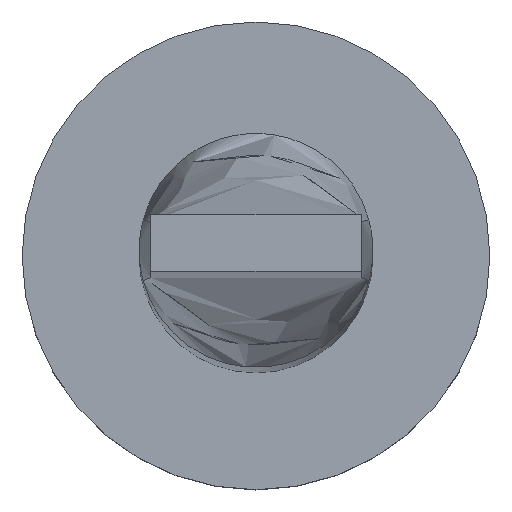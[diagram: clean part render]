
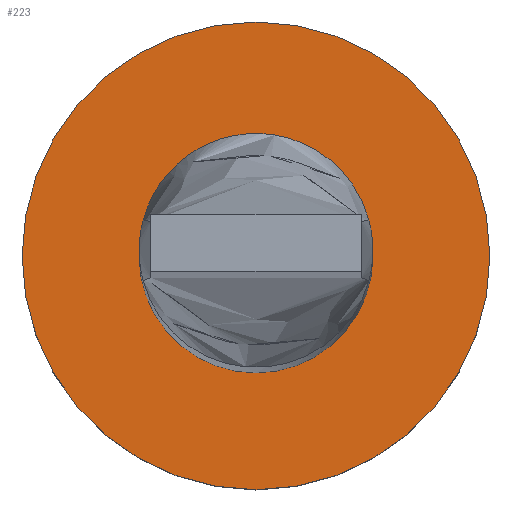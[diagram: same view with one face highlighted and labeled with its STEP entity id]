
A CAD part, top view. The second image highlights one B-rep face of the part: STEP entity #223.
In plain terms, the highlighted planar face has unit normal (0, 0, 1).
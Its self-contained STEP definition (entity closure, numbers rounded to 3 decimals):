
#13 = CARTESIAN_POINT ( 'NONE',  ( 0., 0., 3. ) ) ;
#15 = EDGE_CURVE ( 'NONE', #576, #58, #195, .T. ) ;
#23 = AXIS2_PLACEMENT_3D ( 'NONE', #435, #570, #172 ) ;
#58 = VERTEX_POINT ( 'NONE', #206 ) ;
#74 = PLANE ( 'NONE',  #529 ) ;
#78 = EDGE_CURVE ( 'NONE', #460, #220, #565, .T. ) ;
#86 = DIRECTION ( 'NONE',  ( 0., 0., 1. ) ) ;
#103 = ORIENTED_EDGE ( 'NONE', *, *, #78, .F. ) ;
#111 = DIRECTION ( 'NONE',  ( 0., 0., 1. ) ) ;
#160 = DIRECTION ( 'NONE',  ( 1., 0., 0. ) ) ;
#172 = DIRECTION ( 'NONE',  ( 1., 0., 0. ) ) ;
#195 = CIRCLE ( 'NONE', #361, 5. ) ;
#198 = DIRECTION ( 'NONE',  ( 0., 0., 1. ) ) ;
#206 = CARTESIAN_POINT ( 'NONE',  ( -5., 0., 3. ) ) ;
#210 = CARTESIAN_POINT ( 'NONE',  ( 5., 0., 3. ) ) ;
#220 = VERTEX_POINT ( 'NONE', #477 ) ;
#223 = ADVANCED_FACE ( 'NONE', ( #296, #310 ), #74, .T. ) ;
#231 = ORIENTED_EDGE ( 'NONE', *, *, #15, .T. ) ;
#247 = AXIS2_PLACEMENT_3D ( 'NONE', #369, #552, #337 ) ;
#256 = CIRCLE ( 'NONE', #247, 5. ) ;
#258 = DIRECTION ( 'NONE',  ( 1., 0., 0. ) ) ;
#267 = ORIENTED_EDGE ( 'NONE', *, *, #445, .T. ) ;
#271 = ORIENTED_EDGE ( 'NONE', *, *, #307, .F. ) ;
#280 = CIRCLE ( 'NONE', #23, 2.5 ) ;
#284 = CARTESIAN_POINT ( 'NONE',  ( -2.5, 0., 3. ) ) ;
#296 = FACE_BOUND ( 'NONE', #301, .T. ) ;
#301 = EDGE_LOOP ( 'NONE', ( #103, #271 ) ) ;
#307 = EDGE_CURVE ( 'NONE', #220, #460, #280, .T. ) ;
#310 = FACE_OUTER_BOUND ( 'NONE', #547, .T. ) ;
#336 = DIRECTION ( 'NONE',  ( 1., 0., 0. ) ) ;
#337 = DIRECTION ( 'NONE',  ( 1., 0., 0. ) ) ;
#361 = AXIS2_PLACEMENT_3D ( 'NONE', #13, #198, #160 ) ;
#369 = CARTESIAN_POINT ( 'NONE',  ( 0., 0., 3. ) ) ;
#425 = AXIS2_PLACEMENT_3D ( 'NONE', #510, #111, #336 ) ;
#435 = CARTESIAN_POINT ( 'NONE',  ( 0., 0., 3. ) ) ;
#445 = EDGE_CURVE ( 'NONE', #58, #576, #256, .T. ) ;
#460 = VERTEX_POINT ( 'NONE', #284 ) ;
#477 = CARTESIAN_POINT ( 'NONE',  ( 2.5, 0., 3. ) ) ;
#510 = CARTESIAN_POINT ( 'NONE',  ( 0., 0., 3. ) ) ;
#519 = CARTESIAN_POINT ( 'NONE',  ( 0., 0., 3. ) ) ;
#529 = AXIS2_PLACEMENT_3D ( 'NONE', #519, #86, #258 ) ;
#547 = EDGE_LOOP ( 'NONE', ( #267, #231 ) ) ;
#552 = DIRECTION ( 'NONE',  ( 0., 0., 1. ) ) ;
#565 = CIRCLE ( 'NONE', #425, 2.5 ) ;
#570 = DIRECTION ( 'NONE',  ( 0., 0., 1. ) ) ;
#576 = VERTEX_POINT ( 'NONE', #210 ) ;
